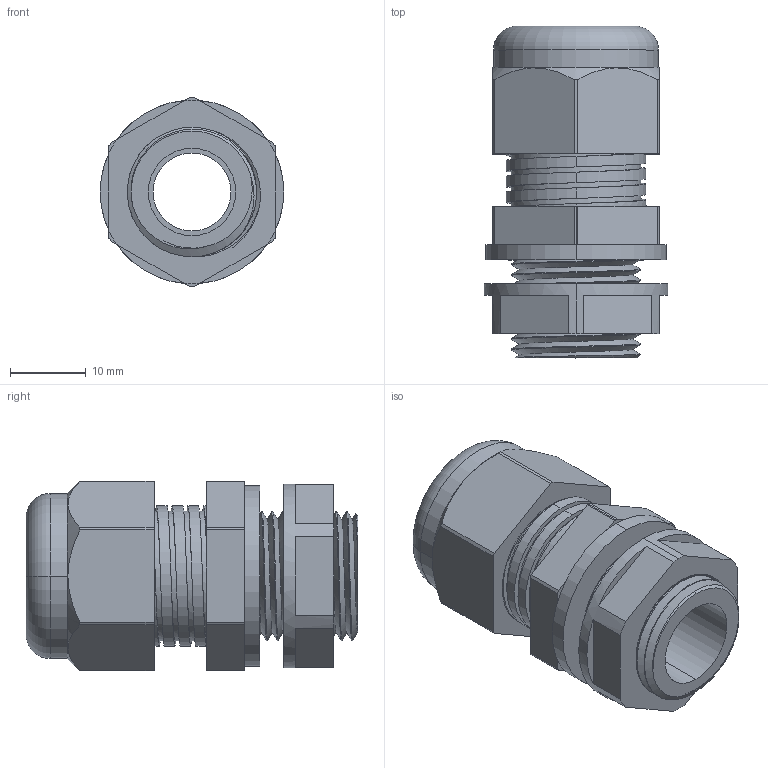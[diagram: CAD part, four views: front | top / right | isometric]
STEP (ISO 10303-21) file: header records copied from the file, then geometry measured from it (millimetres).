
FILE_DESCRIPTION (( 'STEP AP203' ), '1' );
FILE_NAME ('BSPAX-11-W.step', '2016-02-11T13:30:36', ( '' ), ( '' ), 'SwSTEP 2.0', 'SolidWorks 2015', '' );
FILE_SCHEMA (( 'CONFIG_CONTROL_DESIGN' ));
Length unit declared in the file: inch
Products named in the file (1): BSPAX-11-W
Bounding box: 24.31 x 43.94 x 25.15 mm (x, y, z)
Volume: 10490.8 mm3; surface area: 12215.5 mm2
Topology: 5 solids, 5 shells, 236 faces, 655 edges, 432 vertices
Faces by surface type: plane 127, cylinder 84, bspline 11, cone 8, torus 6
Entity records: 12248 total; most frequent: CARTESIAN_POINT 6387, ORIENTED_EDGE 1310, DIRECTION 1145, EDGE_CURVE 655, VERTEX_POINT 432, AXIS2_PLACEMENT_3D 413, LINE 319, VECTOR 319
